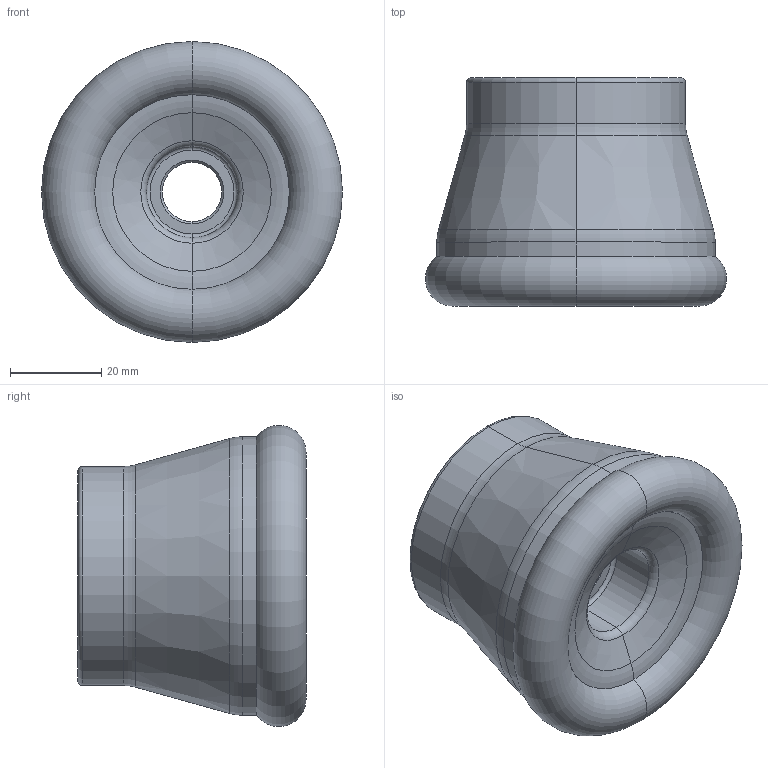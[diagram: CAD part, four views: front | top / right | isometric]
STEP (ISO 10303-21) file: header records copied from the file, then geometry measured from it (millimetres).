
FILE_DESCRIPTION (( 'STEP AP203' ), '1' );
FILE_NAME ('S808-66-50-06-12-.STEP', '2017-02-23T15:44:34', ( '' ), ( '' ), 'SwSTEP 2.0', 'SolidWorks 2016', '' );
FILE_SCHEMA (( 'CONFIG_CONTROL_DESIGN' ));
Length unit declared in the file: millimetre
Products named in the file (1): S808-66-50-06-12-
Bounding box: 65.97 x 50 x 65.97 mm (x, y, z)
Volume: 95258.8 mm3; surface area: 16654.3 mm2
Topology: 1 solids, 1 shells, 42 faces, 84 edges, 46 vertices
Faces by surface type: torus 16, cylinder 12, cone 10, plane 4
Entity records: 1171 total; most frequent: DIRECTION 232, CARTESIAN_POINT 173, ORIENTED_EDGE 168, AXIS2_PLACEMENT_3D 105, EDGE_CURVE 84, CIRCLE 62, VERTEX_POINT 46, EDGE_LOOP 46
